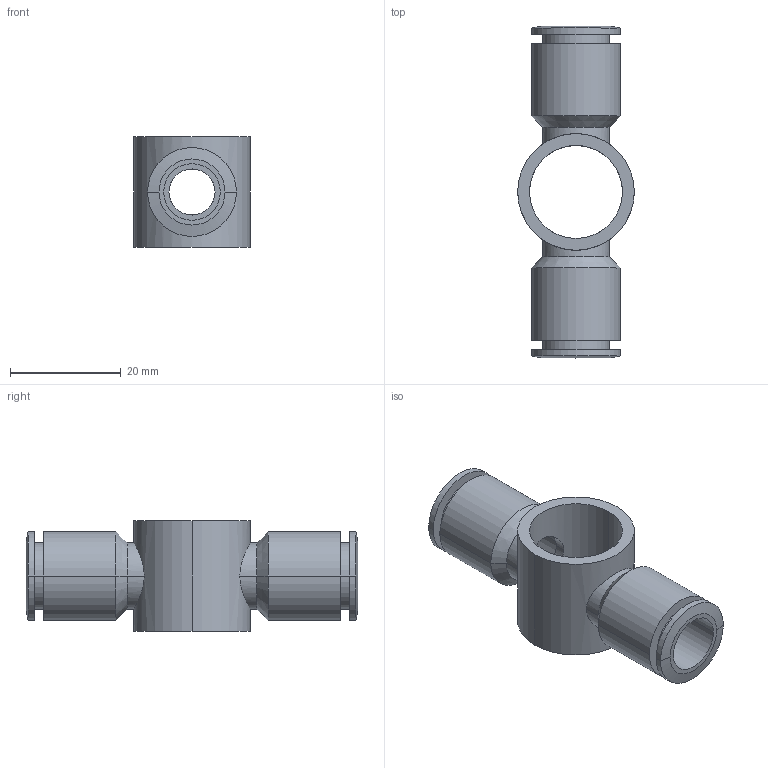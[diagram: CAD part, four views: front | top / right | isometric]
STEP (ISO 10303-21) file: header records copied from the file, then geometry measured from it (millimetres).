
FILE_DESCRIPTION((''),'2;1');
FILE_NAME('141038.stp','2003-05-26T16:55:29',('maffial1'),(''),'Autodesk Inventor (R) 6.0','Autodesk Inventor (R) 6.0','');
FILE_SCHEMA(('AUTOMOTIVE_DESIGN { 1 0 10303 214 1 1 1 1 }'));
Length unit declared in the file: millimetre
Products named in the file (1): 141038
Bounding box: 21 x 59.8 x 20 mm (x, y, z)
Volume: 6187.3 mm3; surface area: 6286 mm2
Topology: 1 solids, 1 shells, 46 faces, 96 edges, 60 vertices
Faces by surface type: cylinder 20, bspline 10, cone 8, plane 8
Entity records: 1495 total; most frequent: CARTESIAN_POINT 481, DIRECTION 214, ORIENTED_EDGE 192, EDGE_CURVE 96, AXIS2_PLACEMENT_3D 89, VERTEX_POINT 60, EDGE_LOOP 60, CIRCLE 52
